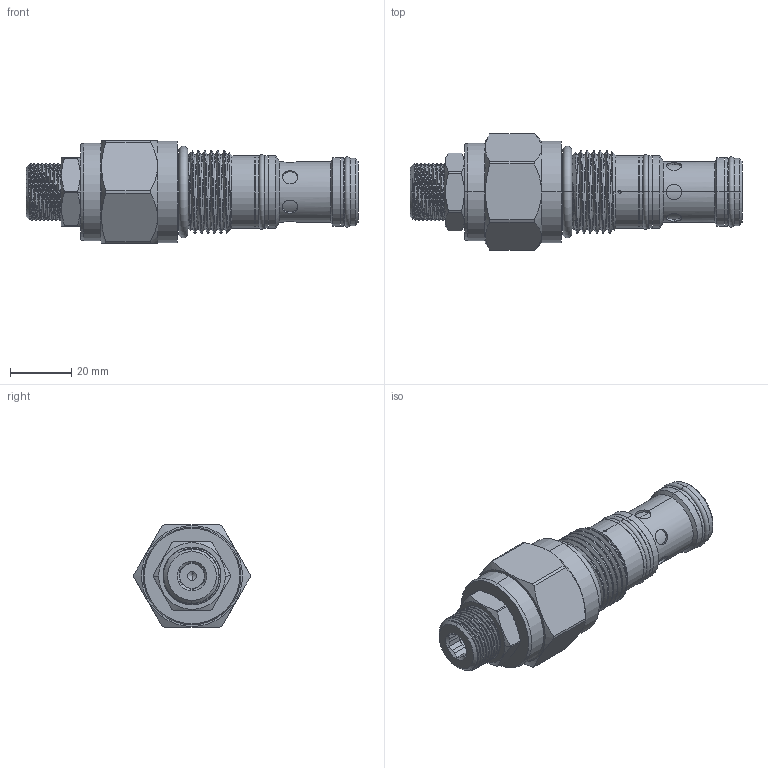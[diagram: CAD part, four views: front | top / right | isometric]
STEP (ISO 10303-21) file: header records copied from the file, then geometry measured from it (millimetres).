
FILE_DESCRIPTION (( 'STEP AP214' ), '1' );
FILE_NAME ('CB12B34.STEP', '2016-04-13T05:34:19', ( '' ), ( '' ), 'SwSTEP 2.0', 'SolidWorks 2012', '' );
FILE_SCHEMA (( 'AUTOMOTIVE_DESIGN' ));
Length unit declared in the file: millimetre
Products named in the file (1): CB12B34
Bounding box: 108.48 x 38 x 33.33 mm (x, y, z)
Volume: 58218.6 mm3; surface area: 14343.9 mm2
Topology: 1 solids, 1 shells, 212 faces, 512 edges, 324 vertices
Faces by surface type: cylinder 110, plane 51, cone 37, torus 8, bspline 6
Entity records: 10997 total; most frequent: CARTESIAN_POINT 6258, ORIENTED_EDGE 1020, DIRECTION 943, EDGE_CURVE 510, AXIS2_PLACEMENT_3D 380, VERTEX_POINT 324, EDGE_LOOP 236, FACE_OUTER_BOUND 212
